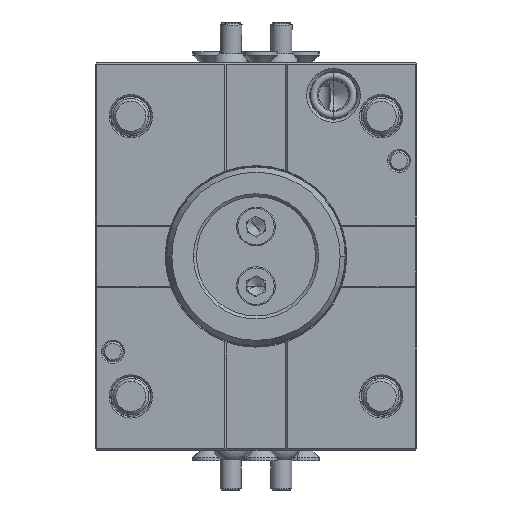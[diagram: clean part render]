
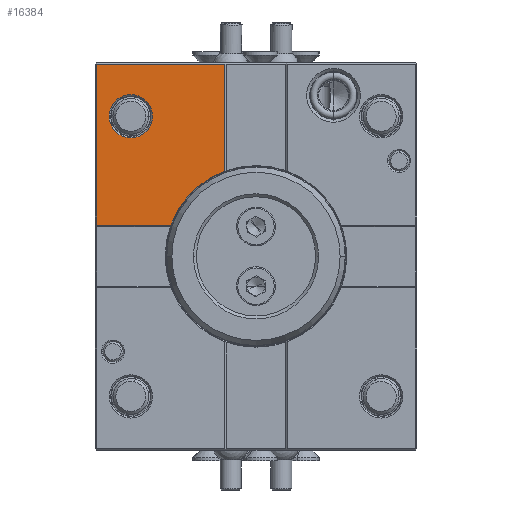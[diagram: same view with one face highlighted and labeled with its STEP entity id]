
A CAD part, left-side view. The second image highlights one B-rep face of the part: STEP entity #16384.
In plain terms, the highlighted planar face has unit normal (-1, 0, 0).
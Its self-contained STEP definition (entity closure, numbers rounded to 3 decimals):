
#1079 = LINE ( 'NONE', #33903, #16302 ) ;
#1133 = VERTEX_POINT ( 'NONE', #15749 ) ;
#2519 = VECTOR ( 'NONE', #11226, 1000. ) ;
#2551 = DIRECTION ( 'NONE',  ( 0., 0., 1. ) ) ;
#2878 = ORIENTED_EDGE ( 'NONE', *, *, #41151, .T. ) ;
#3447 = DIRECTION ( 'NONE',  ( 0., 0., 1. ) ) ;
#3739 = EDGE_CURVE ( 'NONE', #4139, #1133, #1079, .T. ) ;
#4031 = FACE_OUTER_BOUND ( 'NONE', #39598, .T. ) ;
#4139 = VERTEX_POINT ( 'NONE', #27092 ) ;
#5929 = CIRCLE ( 'NONE', #8222, 7.25 ) ;
#6230 = VERTEX_POINT ( 'NONE', #8966 ) ;
#6421 = DIRECTION ( 'NONE',  ( 1., 0., 0. ) ) ;
#8222 = AXIS2_PLACEMENT_3D ( 'NONE', #20413, #6421, #2551 ) ;
#8261 = ORIENTED_EDGE ( 'NONE', *, *, #3739, .T. ) ;
#8966 = CARTESIAN_POINT ( 'NONE',  ( 0., 10.5, 28.582 ) ) ;
#9224 = DIRECTION ( 'NONE',  ( 1., 0., 0. ) ) ;
#9544 = VERTEX_POINT ( 'NONE', #31228 ) ;
#11226 = DIRECTION ( 'NONE',  ( 0., 1., 0. ) ) ;
#11412 = VECTOR ( 'NONE', #44747, 1000. ) ;
#11509 = LINE ( 'NONE', #29609, #11412 ) ;
#13327 = EDGE_CURVE ( 'NONE', #9544, #6230, #27199, .T. ) ;
#13594 = ORIENTED_EDGE ( 'NONE', *, *, #16935, .T. ) ;
#15749 = CARTESIAN_POINT ( 'NONE',  ( 0., 53.5, 10.5 ) ) ;
#16302 = VECTOR ( 'NONE', #27617, 1000. ) ;
#16316 = VERTEX_POINT ( 'NONE', #31763 ) ;
#16384 = ADVANCED_FACE ( 'NONE', ( #29595, #4031 ), #18750, .F. ) ;
#16935 = EDGE_CURVE ( 'NONE', #30471, #29136, #26591, .T. ) ;
#16950 = DIRECTION ( 'NONE',  ( 0., 0., 1. ) ) ;
#18750 = PLANE ( 'NONE',  #41594 ) ;
#18812 = CARTESIAN_POINT ( 'NONE',  ( 0., 10.5, 65. ) ) ;
#19639 = CARTESIAN_POINT ( 'NONE',  ( 0., 42., 47. ) ) ;
#20413 = CARTESIAN_POINT ( 'NONE',  ( 0., 42., 47. ) ) ;
#21067 = DIRECTION ( 'NONE',  ( 1., 0., 0. ) ) ;
#21670 = EDGE_CURVE ( 'NONE', #29136, #30471, #5929, .T. ) ;
#24700 = CARTESIAN_POINT ( 'NONE',  ( 0., 0., 0. ) ) ;
#25637 = ORIENTED_EDGE ( 'NONE', *, *, #13327, .T. ) ;
#25807 = AXIS2_PLACEMENT_3D ( 'NONE', #19639, #9224, #16950 ) ;
#26405 = LINE ( 'NONE', #44235, #2519 ) ;
#26591 = CIRCLE ( 'NONE', #25807, 7.25 ) ;
#27092 = CARTESIAN_POINT ( 'NONE',  ( 0., 53.5, 64.5 ) ) ;
#27199 = CIRCLE ( 'NONE', #28058, 30.45 ) ;
#27617 = DIRECTION ( 'NONE',  ( 0., 0., -1. ) ) ;
#28058 = AXIS2_PLACEMENT_3D ( 'NONE', #24700, #21067, #3447 ) ;
#29136 = VERTEX_POINT ( 'NONE', #33735 ) ;
#29595 = FACE_BOUND ( 'NONE', #40807, .T. ) ;
#29609 = CARTESIAN_POINT ( 'NONE',  ( 0., 54., 10.5 ) ) ;
#30471 = VERTEX_POINT ( 'NONE', #38523 ) ;
#30664 = ORIENTED_EDGE ( 'NONE', *, *, #21670, .T. ) ;
#31228 = CARTESIAN_POINT ( 'NONE',  ( 0., 28.582, 10.5 ) ) ;
#31763 = CARTESIAN_POINT ( 'NONE',  ( 0., 10.5, 64.5 ) ) ;
#32562 = LINE ( 'NONE', #18812, #34409 ) ;
#32979 = EDGE_CURVE ( 'NONE', #16316, #4139, #26405, .T. ) ;
#33208 = CARTESIAN_POINT ( 'NONE',  ( 0., 54., 65. ) ) ;
#33518 = DIRECTION ( 'NONE',  ( 0., 0., 1. ) ) ;
#33735 = CARTESIAN_POINT ( 'NONE',  ( 0., 42., 39.75 ) ) ;
#33903 = CARTESIAN_POINT ( 'NONE',  ( 0., 53.5, 65. ) ) ;
#34409 = VECTOR ( 'NONE', #33518, 1000. ) ;
#36332 = DIRECTION ( 'NONE',  ( 0., -1., 0. ) ) ;
#36530 = ORIENTED_EDGE ( 'NONE', *, *, #37685, .T. ) ;
#37685 = EDGE_CURVE ( 'NONE', #6230, #16316, #32562, .T. ) ;
#38523 = CARTESIAN_POINT ( 'NONE',  ( 0., 42., 54.25 ) ) ;
#39598 = EDGE_LOOP ( 'NONE', ( #8261, #2878, #25637, #36530, #42869 ) ) ;
#40807 = EDGE_LOOP ( 'NONE', ( #30664, #13594 ) ) ;
#41151 = EDGE_CURVE ( 'NONE', #1133, #9544, #11509, .T. ) ;
#41594 = AXIS2_PLACEMENT_3D ( 'NONE', #33208, #44043, #36332 ) ;
#42869 = ORIENTED_EDGE ( 'NONE', *, *, #32979, .T. ) ;
#44043 = DIRECTION ( 'NONE',  ( 1., 0., 0. ) ) ;
#44235 = CARTESIAN_POINT ( 'NONE',  ( 0., 54., 64.5 ) ) ;
#44747 = DIRECTION ( 'NONE',  ( 0., -1., 0. ) ) ;
